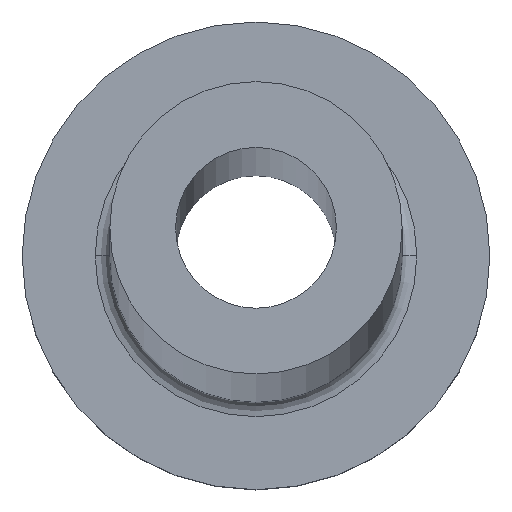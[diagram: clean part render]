
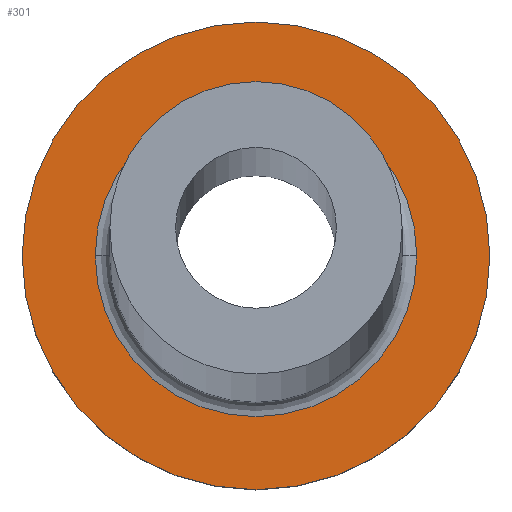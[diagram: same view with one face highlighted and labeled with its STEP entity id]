
A CAD part, top view. The second image highlights one B-rep face of the part: STEP entity #301.
In plain terms, the highlighted planar face has unit normal (0, 0, 1).
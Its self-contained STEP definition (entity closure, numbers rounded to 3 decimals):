
#8 = CARTESIAN_POINT ( 'NONE',  ( 8., 0., 5. ) ) ;
#18 = DIRECTION ( 'NONE',  ( 1., 0., 0. ) ) ;
#21 = DIRECTION ( 'NONE',  ( 0., 0., 1. ) ) ;
#25 = EDGE_LOOP ( 'NONE', ( #284, #172 ) ) ;
#26 = AXIS2_PLACEMENT_3D ( 'NONE', #245, #64, #191 ) ;
#39 = AXIS2_PLACEMENT_3D ( 'NONE', #66, #135, #309 ) ;
#43 = CARTESIAN_POINT ( 'NONE',  ( 0., 0., 5. ) ) ;
#52 = DIRECTION ( 'NONE',  ( 0., 0., -1. ) ) ;
#64 = DIRECTION ( 'NONE',  ( 0., 0., 1. ) ) ;
#66 = CARTESIAN_POINT ( 'NONE',  ( 0., 0., 5. ) ) ;
#67 = DIRECTION ( 'NONE',  ( 1., 0., 0. ) ) ;
#72 = ORIENTED_EDGE ( 'NONE', *, *, #256, .T. ) ;
#82 = CARTESIAN_POINT ( 'NONE',  ( 0., 0., 5. ) ) ;
#87 = FACE_OUTER_BOUND ( 'NONE', #89, .T. ) ;
#89 = EDGE_LOOP ( 'NONE', ( #72, #262 ) ) ;
#106 = FACE_BOUND ( 'NONE', #25, .T. ) ;
#110 = VERTEX_POINT ( 'NONE', #8 ) ;
#113 = PLANE ( 'NONE',  #345 ) ;
#128 = CIRCLE ( 'NONE', #39, 5.5 ) ;
#135 = DIRECTION ( 'NONE',  ( 0., 0., -1. ) ) ;
#136 = DIRECTION ( 'NONE',  ( 0., 0., 1. ) ) ;
#138 = VERTEX_POINT ( 'NONE', #186 ) ;
#139 = CIRCLE ( 'NONE', #161, 5.5 ) ;
#151 = CIRCLE ( 'NONE', #26, 8. ) ;
#161 = AXIS2_PLACEMENT_3D ( 'NONE', #82, #52, #299 ) ;
#172 = ORIENTED_EDGE ( 'NONE', *, *, #306, .T. ) ;
#186 = CARTESIAN_POINT ( 'NONE',  ( -8., 0., 5. ) ) ;
#191 = DIRECTION ( 'NONE',  ( 1., 0., 0. ) ) ;
#193 = EDGE_CURVE ( 'NONE', #110, #138, #151, .T. ) ;
#215 = CARTESIAN_POINT ( 'NONE',  ( 0., 0., 5. ) ) ;
#233 = VERTEX_POINT ( 'NONE', #361 ) ;
#245 = CARTESIAN_POINT ( 'NONE',  ( 0., 0., 5. ) ) ;
#256 = EDGE_CURVE ( 'NONE', #138, #110, #339, .T. ) ;
#262 = ORIENTED_EDGE ( 'NONE', *, *, #193, .T. ) ;
#280 = CARTESIAN_POINT ( 'NONE',  ( 5.5, 0., 5. ) ) ;
#284 = ORIENTED_EDGE ( 'NONE', *, *, #362, .T. ) ;
#299 = DIRECTION ( 'NONE',  ( 1., 0., 0. ) ) ;
#301 = ADVANCED_FACE ( 'NONE', ( #106, #87 ), #113, .T. ) ;
#306 = EDGE_CURVE ( 'NONE', #233, #371, #139, .T. ) ;
#309 = DIRECTION ( 'NONE',  ( 1., 0., 0. ) ) ;
#339 = CIRCLE ( 'NONE', #365, 8. ) ;
#345 = AXIS2_PLACEMENT_3D ( 'NONE', #215, #21, #18 ) ;
#361 = CARTESIAN_POINT ( 'NONE',  ( -5.5, 0., 5. ) ) ;
#362 = EDGE_CURVE ( 'NONE', #371, #233, #128, .T. ) ;
#365 = AXIS2_PLACEMENT_3D ( 'NONE', #43, #136, #67 ) ;
#371 = VERTEX_POINT ( 'NONE', #280 ) ;
